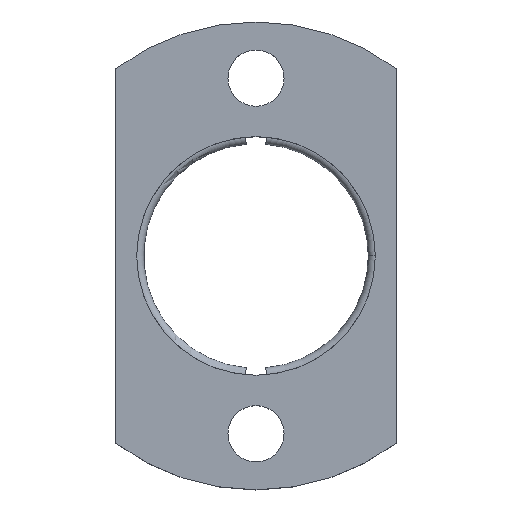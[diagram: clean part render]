
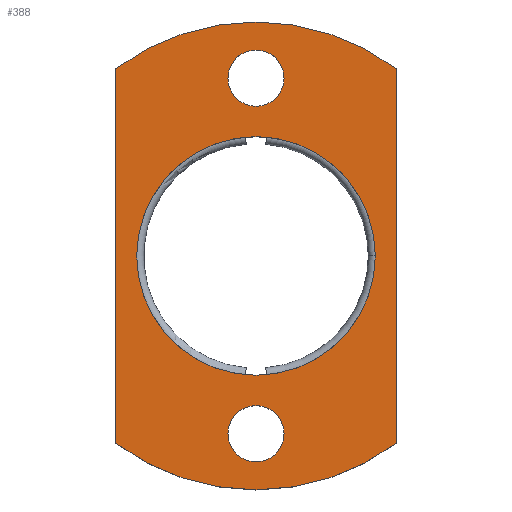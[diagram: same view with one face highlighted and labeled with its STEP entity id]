
A CAD part, top view. The second image highlights one B-rep face of the part: STEP entity #388.
In plain terms, the highlighted planar face has unit normal (0, 0, 1).
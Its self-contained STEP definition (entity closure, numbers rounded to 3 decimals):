
#2 = VERTEX_POINT ( 'NONE', #1082 ) ;
#24 = DIRECTION ( 'NONE',  ( 0., 1., 0. ) ) ;
#28 = CARTESIAN_POINT ( 'NONE',  ( 0., 0., 0. ) ) ;
#44 = EDGE_CURVE ( 'NONE', #369, #104, #595, .T. ) ;
#57 = CARTESIAN_POINT ( 'NONE',  ( 0., -19., 0. ) ) ;
#86 = FACE_BOUND ( 'NONE', #1326, .T. ) ;
#89 = VERTEX_POINT ( 'NONE', #1160 ) ;
#102 = ORIENTED_EDGE ( 'NONE', *, *, #773, .T. ) ;
#104 = VERTEX_POINT ( 'NONE', #686 ) ;
#106 = ORIENTED_EDGE ( 'NONE', *, *, #1300, .T. ) ;
#110 = DIRECTION ( 'NONE',  ( 1., 0., 0. ) ) ;
#114 = CARTESIAN_POINT ( 'NONE',  ( -15., 0., 0. ) ) ;
#121 = VERTEX_POINT ( 'NONE', #902 ) ;
#128 = DIRECTION ( 'NONE',  ( 0., 0., 1. ) ) ;
#155 = DIRECTION ( 'NONE',  ( 0., 0., -1. ) ) ;
#208 = AXIS2_PLACEMENT_3D ( 'NONE', #1248, #1226, #1223 ) ;
#220 = CARTESIAN_POINT ( 'NONE',  ( 15., 20., 0. ) ) ;
#224 = CARTESIAN_POINT ( 'NONE',  ( 3., 19., 0. ) ) ;
#226 = VERTEX_POINT ( 'NONE', #832 ) ;
#234 = AXIS2_PLACEMENT_3D ( 'NONE', #790, #155, #772 ) ;
#241 = CARTESIAN_POINT ( 'NONE',  ( 0., 0., 0. ) ) ;
#257 = AXIS2_PLACEMENT_3D ( 'NONE', #1239, #676, #1150 ) ;
#259 = ORIENTED_EDGE ( 'NONE', *, *, #852, .T. ) ;
#261 = EDGE_CURVE ( 'NONE', #1327, #2, #514, .T. ) ;
#283 = DIRECTION ( 'NONE',  ( 1., 0., 0. ) ) ;
#299 = ORIENTED_EDGE ( 'NONE', *, *, #308, .F. ) ;
#308 = EDGE_CURVE ( 'NONE', #89, #864, #444, .T. ) ;
#334 = EDGE_LOOP ( 'NONE', ( #816, #1097 ) ) ;
#360 = CARTESIAN_POINT ( 'NONE',  ( -12.75, 0., 0. ) ) ;
#363 = ORIENTED_EDGE ( 'NONE', *, *, #668, .F. ) ;
#369 = VERTEX_POINT ( 'NONE', #1306 ) ;
#388 = ADVANCED_FACE ( 'NONE', ( #877, #86, #824, #637 ), #1261, .F. ) ;
#396 = DIRECTION ( 'NONE',  ( 0., 0., 1. ) ) ;
#426 = VECTOR ( 'NONE', #24, 1000. ) ;
#444 = CIRCLE ( 'NONE', #1156, 12.75 ) ;
#474 = VERTEX_POINT ( 'NONE', #939 ) ;
#514 = CIRCLE ( 'NONE', #758, 25. ) ;
#517 = CARTESIAN_POINT ( 'NONE',  ( 0., 0., 0. ) ) ;
#525 = ORIENTED_EDGE ( 'NONE', *, *, #261, .T. ) ;
#545 = DIRECTION ( 'NONE',  ( 0., -1., 0. ) ) ;
#595 = CIRCLE ( 'NONE', #903, 3. ) ;
#622 = VERTEX_POINT ( 'NONE', #224 ) ;
#637 = FACE_OUTER_BOUND ( 'NONE', #962, .T. ) ;
#641 = DIRECTION ( 'NONE',  ( 0., 0., 1. ) ) ;
#663 = DIRECTION ( 'NONE',  ( 0., 0., -1. ) ) ;
#668 = EDGE_CURVE ( 'NONE', #121, #2, #950, .T. ) ;
#670 = CARTESIAN_POINT ( 'NONE',  ( 0., 19., 0. ) ) ;
#676 = DIRECTION ( 'NONE',  ( 0., 0., -1. ) ) ;
#686 = CARTESIAN_POINT ( 'NONE',  ( -3., -19., 0. ) ) ;
#750 = CARTESIAN_POINT ( 'NONE',  ( 15., 0., 0. ) ) ;
#758 = AXIS2_PLACEMENT_3D ( 'NONE', #517, #396, #999 ) ;
#772 = DIRECTION ( 'NONE',  ( -1., 0., 0. ) ) ;
#773 = EDGE_CURVE ( 'NONE', #121, #474, #1022, .T. ) ;
#790 = CARTESIAN_POINT ( 'NONE',  ( 0., 19., 0. ) ) ;
#814 = DIRECTION ( 'NONE',  ( 1., 0., 0. ) ) ;
#816 = ORIENTED_EDGE ( 'NONE', *, *, #932, .T. ) ;
#824 = FACE_BOUND ( 'NONE', #1168, .T. ) ;
#832 = CARTESIAN_POINT ( 'NONE',  ( -3., 19., 0. ) ) ;
#852 = EDGE_CURVE ( 'NONE', #622, #226, #921, .T. ) ;
#864 = VERTEX_POINT ( 'NONE', #360 ) ;
#875 = CIRCLE ( 'NONE', #930, 12.75 ) ;
#877 = FACE_BOUND ( 'NONE', #334, .T. ) ;
#902 = CARTESIAN_POINT ( 'NONE',  ( -15., -20., 0. ) ) ;
#903 = AXIS2_PLACEMENT_3D ( 'NONE', #57, #1183, #1009 ) ;
#921 = CIRCLE ( 'NONE', #1244, 3. ) ;
#930 = AXIS2_PLACEMENT_3D ( 'NONE', #28, #1013, #283 ) ;
#932 = EDGE_CURVE ( 'NONE', #104, #369, #1005, .T. ) ;
#939 = CARTESIAN_POINT ( 'NONE',  ( 15., -20., 0. ) ) ;
#949 = DIRECTION ( 'NONE',  ( -1., 0., 0. ) ) ;
#950 = LINE ( 'NONE', #114, #426 ) ;
#962 = EDGE_LOOP ( 'NONE', ( #363, #102, #1027, #525 ) ) ;
#968 = EDGE_CURVE ( 'NONE', #1327, #474, #989, .T. ) ;
#989 = LINE ( 'NONE', #750, #1323 ) ;
#999 = DIRECTION ( 'NONE',  ( 1., 0., 0. ) ) ;
#1005 = CIRCLE ( 'NONE', #257, 3. ) ;
#1009 = DIRECTION ( 'NONE',  ( -1., 0., 0. ) ) ;
#1013 = DIRECTION ( 'NONE',  ( 0., 0., 1. ) ) ;
#1022 = CIRCLE ( 'NONE', #1108, 25. ) ;
#1027 = ORIENTED_EDGE ( 'NONE', *, *, #968, .F. ) ;
#1082 = CARTESIAN_POINT ( 'NONE',  ( -15., 20., 0. ) ) ;
#1097 = ORIENTED_EDGE ( 'NONE', *, *, #44, .T. ) ;
#1108 = AXIS2_PLACEMENT_3D ( 'NONE', #1162, #641, #814 ) ;
#1138 = EDGE_CURVE ( 'NONE', #864, #89, #875, .T. ) ;
#1150 = DIRECTION ( 'NONE',  ( -1., 0., 0. ) ) ;
#1156 = AXIS2_PLACEMENT_3D ( 'NONE', #241, #128, #110 ) ;
#1160 = CARTESIAN_POINT ( 'NONE',  ( 12.75, 0., 0. ) ) ;
#1162 = CARTESIAN_POINT ( 'NONE',  ( 0., 0., 0. ) ) ;
#1168 = EDGE_LOOP ( 'NONE', ( #299, #1238 ) ) ;
#1183 = DIRECTION ( 'NONE',  ( 0., 0., -1. ) ) ;
#1223 = DIRECTION ( 'NONE',  ( -1., 0., 0. ) ) ;
#1226 = DIRECTION ( 'NONE',  ( 0., 0., -1. ) ) ;
#1238 = ORIENTED_EDGE ( 'NONE', *, *, #1138, .F. ) ;
#1239 = CARTESIAN_POINT ( 'NONE',  ( 0., -19., 0. ) ) ;
#1244 = AXIS2_PLACEMENT_3D ( 'NONE', #670, #663, #949 ) ;
#1248 = CARTESIAN_POINT ( 'NONE',  ( -12.75, 0., 0. ) ) ;
#1261 = PLANE ( 'NONE',  #208 ) ;
#1300 = EDGE_CURVE ( 'NONE', #226, #622, #1369, .T. ) ;
#1306 = CARTESIAN_POINT ( 'NONE',  ( 3., -19., 0. ) ) ;
#1323 = VECTOR ( 'NONE', #545, 1000. ) ;
#1326 = EDGE_LOOP ( 'NONE', ( #106, #259 ) ) ;
#1327 = VERTEX_POINT ( 'NONE', #220 ) ;
#1369 = CIRCLE ( 'NONE', #234, 3. ) ;
